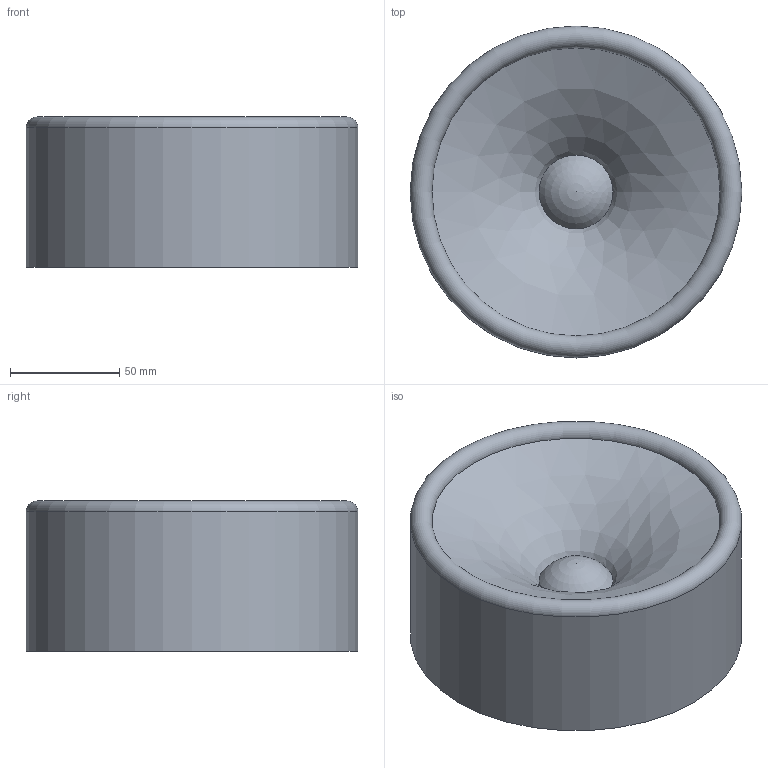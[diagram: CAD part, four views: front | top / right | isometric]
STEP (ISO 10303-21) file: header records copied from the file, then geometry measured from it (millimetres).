
FILE_DESCRIPTION(('FreeCAD Model'),'2;1');
FILE_NAME('Open CASCADE Shape Model','2024-09-21T10:24:55',(''),(''), 'Open CASCADE STEP processor 7.6','FreeCAD','Unknown');
FILE_SCHEMA(('AUTOMOTIVE_DESIGN { 1 0 10303 214 1 1 1 1 }'));
Length unit declared in the file: millimetre
Products named in the file (1): Body
Bounding box: 151.8 x 151.8 x 68.65 mm (x, y, z)
Volume: 1023195.9 mm3; surface area: 71570.5 mm2
Topology: 1 solids, 1 shells, 5 faces, 9 edges, 5 vertices
Faces by surface type: plane 1, cylinder 1, torus 1, revolution 1, sphere 1
Full cylindrical faces by diameter (mm): 151.8 x1
Entity records: 147 total; most frequent: CARTESIAN_POINT 26, DIRECTION 24, ORIENTED_EDGE 16, AXIS2_PLACEMENT_3D 11, EDGE_CURVE 8, CIRCLE 6, ADVANCED_FACE 5, FACE_BOUND 5
